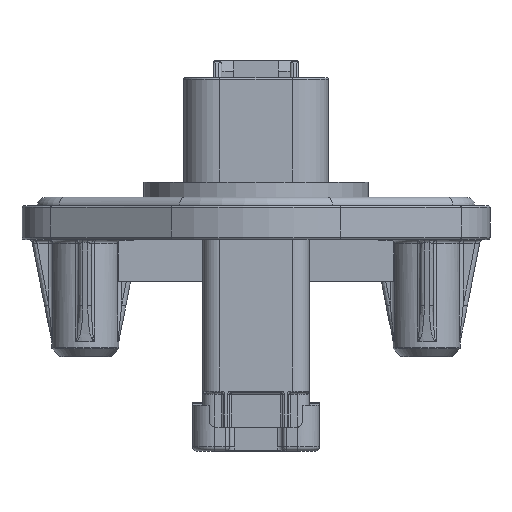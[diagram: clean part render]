
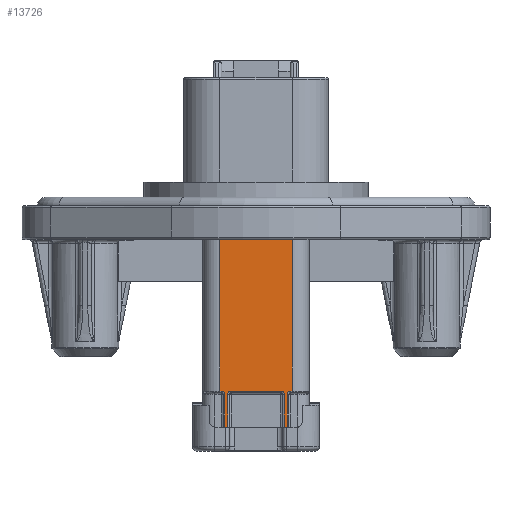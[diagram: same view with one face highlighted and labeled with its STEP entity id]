
A CAD part, top view. The second image highlights one B-rep face of the part: STEP entity #13726.
In plain terms, the highlighted planar face has unit normal (0, 0, 1).
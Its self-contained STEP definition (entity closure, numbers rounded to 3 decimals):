
#1988=DIRECTION('',(0.,1.,0.));
#1989=VECTOR('',#1988,3.9);
#1990=CARTESIAN_POINT('',(-3.7,-22.28,4.6));
#1991=LINE('',#1990,#1989);
#1992=DIRECTION('',(1.,0.,0.));
#1993=VECTOR('',#1992,0.2);
#1994=CARTESIAN_POINT('',(-4.3,-17.98,4.6));
#1995=LINE('',#1994,#1993);
#1996=DIRECTION('',(0.,1.,0.));
#1997=VECTOR('',#1996,17.98);
#1998=CARTESIAN_POINT('',(-4.3,-17.98,4.6));
#1999=LINE('',#1998,#1997);
#2000=DIRECTION('',(1.,0.,0.));
#2001=VECTOR('',#2000,8.6);
#2002=CARTESIAN_POINT('',(-4.3,0.,4.6));
#2003=LINE('',#2002,#2001);
#2004=DIRECTION('',(0.,1.,0.));
#2005=VECTOR('',#2004,17.98);
#2006=CARTESIAN_POINT('',(4.3,-17.98,4.6));
#2007=LINE('',#2006,#2005);
#2008=DIRECTION('',(1.,0.,0.));
#2009=VECTOR('',#2008,0.2);
#2010=CARTESIAN_POINT('',(4.1,-17.98,4.6));
#2011=LINE('',#2010,#2009);
#2012=DIRECTION('',(0.,1.,0.));
#2013=VECTOR('',#2012,3.9);
#2014=CARTESIAN_POINT('',(3.7,-22.28,4.6));
#2015=LINE('',#2014,#2013);
#2016=DIRECTION('',(0.,1.,0.));
#2017=VECTOR('',#2016,3.9);
#2018=CARTESIAN_POINT('',(3.35,-22.28,4.6));
#2019=LINE('',#2018,#2017);
#2020=DIRECTION('',(1.,0.,0.));
#2021=VECTOR('',#2020,5.9);
#2022=CARTESIAN_POINT('',(-2.95,-17.98,4.6));
#2023=LINE('',#2022,#2021);
#2024=DIRECTION('',(0.,1.,0.));
#2025=VECTOR('',#2024,3.9);
#2026=CARTESIAN_POINT('',(-3.35,-22.28,4.6));
#2027=LINE('',#2026,#2025);
#2033=CARTESIAN_POINT('',(-4.1,-18.38,4.6));
#2034=DIRECTION('',(0.,0.,-1.));
#2035=DIRECTION('',(0.,1.,0.));
#2036=AXIS2_PLACEMENT_3D('',#2033,#2034,#2035);
#2140=CARTESIAN_POINT('',(4.1,-18.38,4.6));
#2141=DIRECTION('',(0.,0.,-1.));
#2142=DIRECTION('',(-1.,0.,0.));
#2143=AXIS2_PLACEMENT_3D('',#2140,#2141,#2142);
#2244=DIRECTION('',(-1.,0.,0.));
#2245=VECTOR('',#2244,0.35);
#2246=CARTESIAN_POINT('',(-3.35,-22.28,4.6));
#2247=LINE('',#2246,#2245);
#2280=DIRECTION('',(-1.,0.,0.));
#2281=VECTOR('',#2280,0.35);
#2282=CARTESIAN_POINT('',(3.7,-22.28,4.6));
#2283=LINE('',#2282,#2281);
#6169=CARTESIAN_POINT('',(-2.95,-18.38,4.6));
#6170=DIRECTION('',(0.,0.,-1.));
#6171=DIRECTION('',(-1.,0.,0.));
#6172=AXIS2_PLACEMENT_3D('',#6169,#6170,#6171);
#6194=CARTESIAN_POINT('',(2.95,-18.38,4.6));
#6195=DIRECTION('',(0.,0.,-1.));
#6196=DIRECTION('',(0.,1.,0.));
#6197=AXIS2_PLACEMENT_3D('',#6194,#6195,#6196);
#8312=CARTESIAN_POINT('',(4.3,0.,4.6));
#8314=VERTEX_POINT('',#8312);
#8317=CARTESIAN_POINT('',(-4.3,0.,4.6));
#8319=VERTEX_POINT('',#8317);
#9041=CARTESIAN_POINT('',(3.7,-22.28,4.6));
#9043=VERTEX_POINT('',#9041);
#9044=CARTESIAN_POINT('',(4.3,-17.98,4.6));
#9046=VERTEX_POINT('',#9044);
#9048=CARTESIAN_POINT('',(3.35,-22.28,4.6));
#9050=VERTEX_POINT('',#9048);
#9053=CARTESIAN_POINT('',(-3.35,-22.28,4.6));
#9055=VERTEX_POINT('',#9053);
#9056=CARTESIAN_POINT('',(-3.7,-22.28,4.6));
#9058=VERTEX_POINT('',#9056);
#9061=CARTESIAN_POINT('',(-4.3,-17.98,4.6));
#9063=VERTEX_POINT('',#9061);
#9087=CARTESIAN_POINT('',(3.7,-18.38,4.6));
#9088=VERTEX_POINT('',#9087);
#9089=CARTESIAN_POINT('',(4.1,-17.98,4.6));
#9090=VERTEX_POINT('',#9089);
#9110=CARTESIAN_POINT('',(-4.1,-17.98,4.6));
#9111=VERTEX_POINT('',#9110);
#9112=CARTESIAN_POINT('',(-3.7,-18.38,4.6));
#9113=VERTEX_POINT('',#9112);
#9134=CARTESIAN_POINT('',(-3.35,-18.38,4.6));
#9135=VERTEX_POINT('',#9134);
#9136=CARTESIAN_POINT('',(-2.95,-17.98,4.6));
#9137=VERTEX_POINT('',#9136);
#9138=CARTESIAN_POINT('',(2.95,-17.98,4.6));
#9139=VERTEX_POINT('',#9138);
#9140=CARTESIAN_POINT('',(3.35,-18.38,4.6));
#9141=VERTEX_POINT('',#9140);
#13689=CARTESIAN_POINT('',(6.3,0.,4.6));
#13690=DIRECTION('',(0.,0.,1.));
#13691=DIRECTION('',(-1.,0.,0.));
#13692=AXIS2_PLACEMENT_3D('',#13689,#13690,#13691);
#13693=PLANE('',#13692);
#13695=ORIENTED_EDGE('',*,*,#13694,.T.);
#13697=ORIENTED_EDGE('',*,*,#13696,.F.);
#13699=ORIENTED_EDGE('',*,*,#13698,.F.);
#13700=ORIENTED_EDGE('',*,*,#13684,.T.);
#13701=ORIENTED_EDGE('',*,*,#10124,.T.);
#13703=ORIENTED_EDGE('',*,*,#13702,.F.);
#13705=ORIENTED_EDGE('',*,*,#13704,.F.);
#13707=ORIENTED_EDGE('',*,*,#13706,.F.);
#13709=ORIENTED_EDGE('',*,*,#13708,.F.);
#13711=ORIENTED_EDGE('',*,*,#13710,.T.);
#13713=ORIENTED_EDGE('',*,*,#13712,.T.);
#13715=ORIENTED_EDGE('',*,*,#13714,.F.);
#13717=ORIENTED_EDGE('',*,*,#13716,.F.);
#13719=ORIENTED_EDGE('',*,*,#13718,.F.);
#13721=ORIENTED_EDGE('',*,*,#13720,.F.);
#13723=ORIENTED_EDGE('',*,*,#13722,.T.);
#13724=EDGE_LOOP('',(#13695,#13697,#13699,#13700,#13701,#13703,#13705,#13707,
#13709,#13711,#13713,#13715,#13717,#13719,#13721,#13723));
#13725=FACE_OUTER_BOUND('',#13724,.F.);
#13726=ADVANCED_FACE('',(#13725),#13693,.T.);
#2037=CIRCLE('',#2036,0.4);
#2144=CIRCLE('',#2143,0.4);
#6173=CIRCLE('',#6172,0.4);
#6198=CIRCLE('',#6197,0.4);
#10124=EDGE_CURVE('',#8319,#8314,#2003,.T.);
#13684=EDGE_CURVE('',#9063,#8319,#1999,.T.);
#13694=EDGE_CURVE('',#9058,#9113,#1991,.T.);
#13696=EDGE_CURVE('',#9111,#9113,#2037,.T.);
#13698=EDGE_CURVE('',#9063,#9111,#1995,.T.);
#13702=EDGE_CURVE('',#9046,#8314,#2007,.T.);
#13704=EDGE_CURVE('',#9090,#9046,#2011,.T.);
#13706=EDGE_CURVE('',#9088,#9090,#2144,.T.);
#13708=EDGE_CURVE('',#9043,#9088,#2015,.T.);
#13710=EDGE_CURVE('',#9043,#9050,#2283,.T.);
#13712=EDGE_CURVE('',#9050,#9141,#2019,.T.);
#13714=EDGE_CURVE('',#9139,#9141,#6198,.T.);
#13716=EDGE_CURVE('',#9137,#9139,#2023,.T.);
#13718=EDGE_CURVE('',#9135,#9137,#6173,.T.);
#13720=EDGE_CURVE('',#9055,#9135,#2027,.T.);
#13722=EDGE_CURVE('',#9055,#9058,#2247,.T.);
